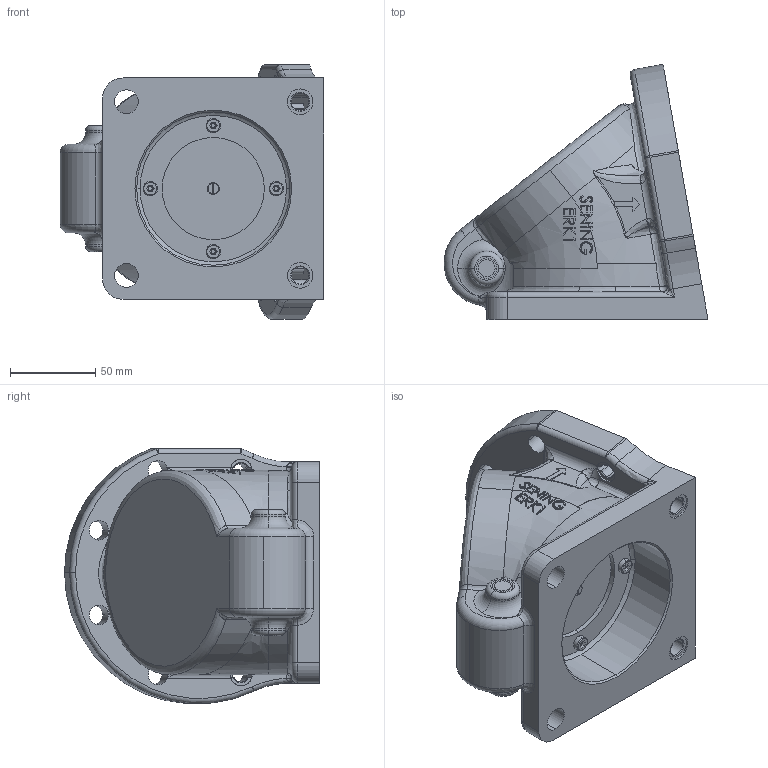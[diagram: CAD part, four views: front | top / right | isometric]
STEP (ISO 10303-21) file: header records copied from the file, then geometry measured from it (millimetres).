
FILE_DESCRIPTION (( 'STEP AP214' ), '1' );
FILE_NAME ('ERK1_20643.STEP', '2012-09-26T09:24:53', ( 'Admin2' ), ( '' ), 'SwSTEP 2.0', 'SolidWorks 2010', '' );
FILE_SCHEMA (( 'AUTOMOTIVE_DESIGN' ));
Length unit declared in the file: millimetre
Products named in the file (1): ERK1_20643
Bounding box: 155 x 149.74 x 149.67 mm (x, y, z)
Surface area: 154437.8 mm2 (no closed solid volume)
Topology: 0 solids, 24 shells, 610 faces, 1932 edges, 1276 vertices
Faces by surface type: plane 175, cylinder 152, bspline 139, torus 86, cone 36, sphere 22
Entity records: 46510 total; most frequent: CARTESIAN_POINT 24400, ORIENTED_EDGE 3228, DIRECTION 2859, EDGE_CURVE 1913, VERTEX_POINT 1276, AXIS2_PLACEMENT_3D 1132, EDGE_LOOP 677, CIRCLE 660
